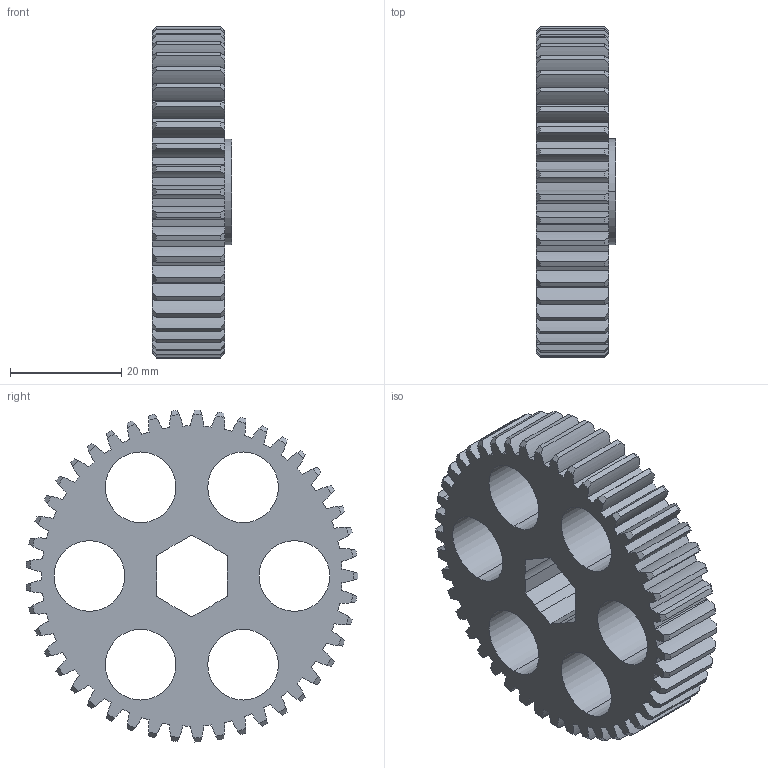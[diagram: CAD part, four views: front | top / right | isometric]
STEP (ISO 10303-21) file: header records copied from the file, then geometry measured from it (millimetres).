
FILE_DESCRIPTION (( 'STEP AP214' ), '1' );
FILE_NAME ('am-0185 45 Tooth Gear 20 dp 500 Hex Bore.STEP', '2018-06-15T17:39:13', ( '' ), ( '' ), 'SwSTEP 2.0', 'SolidWorks 2017', '' );
FILE_SCHEMA (( 'AUTOMOTIVE_DESIGN' ));
Length unit declared in the file: inch
Products named in the file (1): am-0185 45 Tooth Gear 20 dp 500 Hex Bore
Bounding box: 14.38 x 59.65 x 59.68 mm (x, y, z)
Volume: 21438.5 mm3; surface area: 11897.4 mm2
Topology: 1 solids, 1 shells, 309 faces, 918 edges, 612 vertices
Faces by surface type: cylinder 204, cone 90, plane 15
Entity records: 10878 total; most frequent: CARTESIAN_POINT 2386, DIRECTION 1852, ORIENTED_EDGE 1836, EDGE_CURVE 918, AXIS2_PLACEMENT_3D 806, VERTEX_POINT 612, CIRCLE 496, EDGE_LOOP 324
